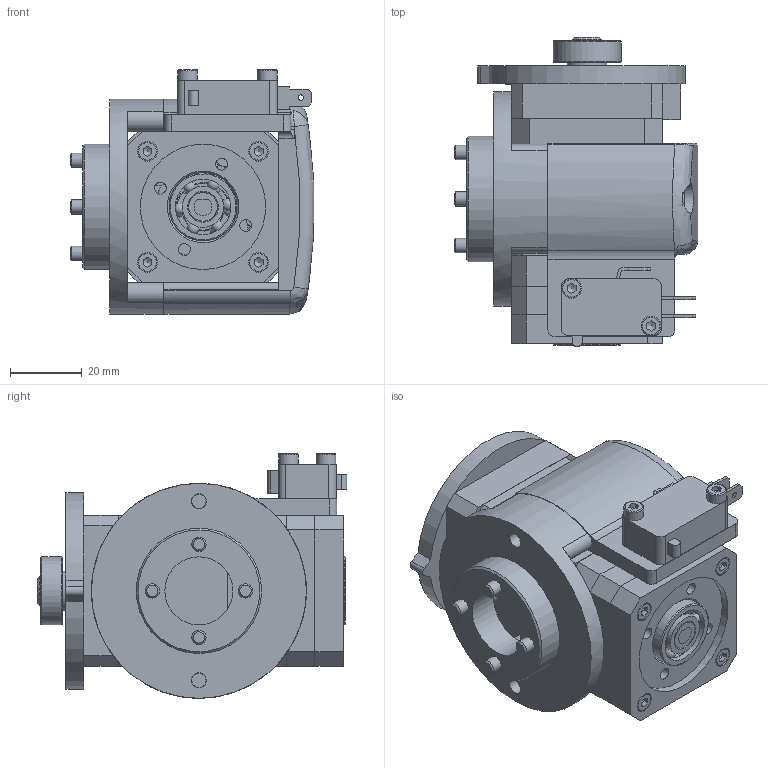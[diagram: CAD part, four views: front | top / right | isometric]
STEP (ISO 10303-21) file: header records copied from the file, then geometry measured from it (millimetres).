
FILE_DESCRIPTION(/* description */ (''),/* implementation_level */ '2;1');
FILE_NAME(/* name */ 'shoulder_link.stp',/* time_stamp */ '2021-11-24T19:31:00+01:00',/* author */ ('Teo'),/* organization */ (''),/* preprocessor_version */ 'ST-DEVELOPER v18.1',/* originating_system */ 'Autodesk Inventor 2022',/* authorisation */ '');
FILE_SCHEMA (('AUTOMOTIVE_DESIGN { 1 0 10303 214 3 1 1 }'));
Length unit declared in the file: millimetre
Products named in the file (23): shoulder_link; Stepper_nema17; Rotor_lite; reductor; Stator_encoder_lite; Center_encoder_lite; Excenter_lite; Stator_lite; Disk_lite; Center_lite; Rotor_lite_1; Housing_lite; Board; Magnet; Bearing_back_lite; Stepper_bracket_1_lite; Limit_switch; DIN 912 - M3 x 12; DIN 912 - M5 x 40; DIN 625 T1 - 619/8 - 8 x 19 x 6; DIN 912 - M3 x 25; DIN 912 - M3 x 30; DIN 912 - M4 x 12
Assembly tree (35 placements, depth 3):
  shoulder_link
    Stepper_nema17
    Rotor_lite
    reductor
      Stator_encoder_lite
      Center_encoder_lite
      Excenter_lite
      Stator_lite
      Disk_lite
      DIN 625 T1 - 619/8 - 8 x 19 x 6  x2
      Center_lite
      Rotor_lite_1
      Housing_lite
      Board
      Magnet
    Bearing_back_lite
    Stepper_bracket_1_lite
    Limit_switch
    DIN 912 - M3 x 12  x2
    DIN 912 - M5 x 40  x2
    DIN 912 - M3 x 25  x4
    DIN 625 T1 - 619/8 - 8 x 19 x 6
    DIN 912 - M3 x 30  x4
    DIN 912 - M4 x 12  x4
Bounding box: 68.05 x 86.4 x 68.29 mm (x, y, z)
Volume: 187161.9 mm3; surface area: 80159.5 mm2
Topology: 55 solids, 55 shells, 809 faces, 1996 edges, 1308 vertices
Faces by surface type: plane 353, cylinder 264, torus 83, cone 76, sphere 18, bspline 15
Full cylindrical faces by diameter (mm): 0.6 x9, 1.016 x5, 1.5 x3, 2.5 x2, 3 x32, 3.25 x2, 3.3 x4, 4 x8, 4.2 x2, 5 x4, 5.5 x18, 6 x4, 7 x4, 8 x7, 8.5 x4, 9.1 x2, 10 x2, 11 x3, 11.52 x6, 15 x2, 15.48 x6, 19 x6, 22 x2, 30 x1, 34 x1, 35 x2, 37 x1, 38 x2, 60 x1
Entity records: 21137 total; most frequent: CARTESIAN_POINT 5481, DIRECTION 3261, ORIENTED_EDGE 2870, EDGE_CURVE 1435, AXIS2_PLACEMENT_3D 1273, VERTEX_POINT 964, EDGE_LOOP 769, LINE 715
